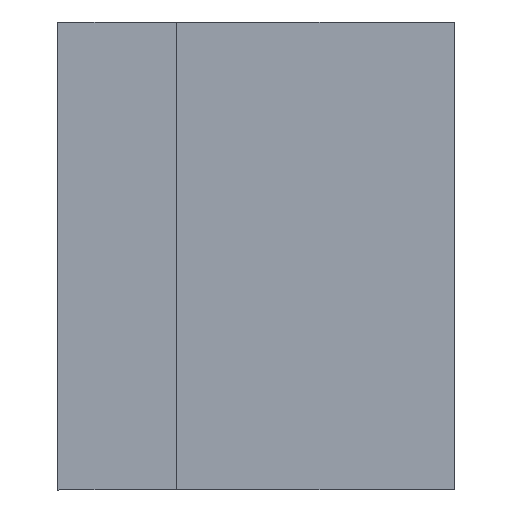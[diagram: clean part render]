
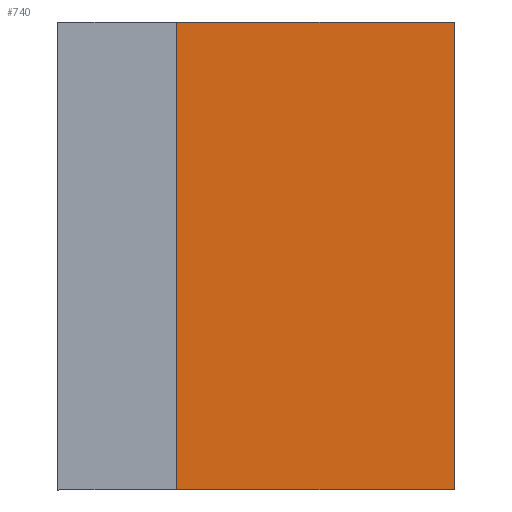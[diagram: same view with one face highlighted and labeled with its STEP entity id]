
A CAD part, left-side view. The second image highlights one B-rep face of the part: STEP entity #740.
In plain terms, the highlighted planar face has unit normal (-1, 0, 0).
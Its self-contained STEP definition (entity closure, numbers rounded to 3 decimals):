
#42=PLANE('',#826);
#91=LINE('',#1212,#158);
#101=LINE('',#1238,#168);
#103=LINE('',#1244,#170);
#104=LINE('',#1245,#171);
#158=VECTOR('',#993,10.);
#168=VECTOR('',#1015,6.9);
#170=VECTOR('',#1021,6.9);
#171=VECTOR('',#1022,3.);
#229=FACE_OUTER_BOUND('',#279,.T.);
#279=EDGE_LOOP('',(#648,#649,#650,#651));
#376=VERTEX_POINT('',#1209);
#377=VERTEX_POINT('',#1211);
#387=VERTEX_POINT('',#1237);
#389=VERTEX_POINT('',#1243);
#465=EDGE_CURVE('',#377,#376,#91,.T.);
#478=EDGE_CURVE('',#377,#387,#101,.T.);
#481=EDGE_CURVE('',#389,#376,#103,.T.);
#482=EDGE_CURVE('',#389,#387,#104,.T.);
#648=ORIENTED_EDGE('',*,*,#465,.T.);
#649=ORIENTED_EDGE('',*,*,#481,.F.);
#650=ORIENTED_EDGE('',*,*,#482,.T.);
#651=ORIENTED_EDGE('',*,*,#478,.F.);
#740=ADVANCED_FACE('',(#229),#42,.F.);
#826=AXIS2_PLACEMENT_3D('',#1242,#1019,#1020);
#993=DIRECTION('',(0.,1.,0.));
#1015=DIRECTION('',(0.,0.,-1.));
#1019=DIRECTION('center_axis',(1.,0.,0.));
#1020=DIRECTION('ref_axis',(0.,0.,
-1.));
#1021=DIRECTION('',(0.,0.,1.));
#1022=DIRECTION('',(0.,-1.,0.));
#1209=CARTESIAN_POINT('',(0.,3.5,5.9));
#1211=CARTESIAN_POINT('',(0.,0.,5.9));
#1212=CARTESIAN_POINT('',(0.,6.5,5.9));
#1237=CARTESIAN_POINT('',(0.,0.,0.));
#1238=CARTESIAN_POINT('',(0.,0.,6.9));
#1242=CARTESIAN_POINT('Origin',(0.,3.,
8.5));
#1243=CARTESIAN_POINT('',(0.,3.5,0.));
#1244=CARTESIAN_POINT('',(0.,3.5,6.9));
#1245=CARTESIAN_POINT('',(0.,3.,0.));
